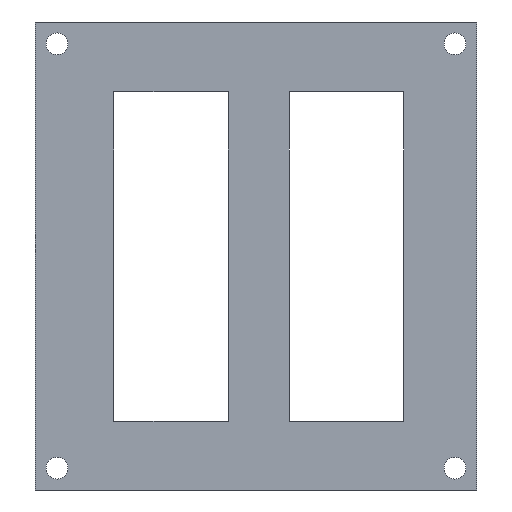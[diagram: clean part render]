
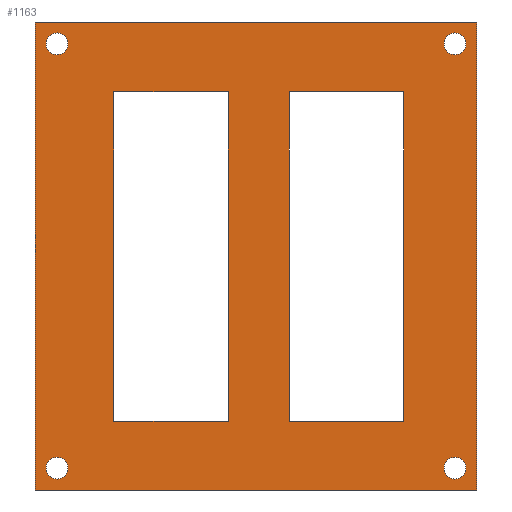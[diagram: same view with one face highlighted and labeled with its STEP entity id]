
A CAD part, front view. The second image highlights one B-rep face of the part: STEP entity #1163.
In plain terms, the highlighted planar face has unit normal (0, -1, 0).
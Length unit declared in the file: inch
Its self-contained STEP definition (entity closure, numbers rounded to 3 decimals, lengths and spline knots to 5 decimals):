
#32=FACE_BOUND('',#214,.T.);
#33=FACE_BOUND('',#215,.T.);
#34=FACE_BOUND('',#216,.T.);
#35=FACE_BOUND('',#217,.T.);
#36=FACE_BOUND('',#218,.T.);
#37=FACE_BOUND('',#219,.T.);
#88=PLANE('',#1285);
#148=FACE_OUTER_BOUND('',#213,.T.);
#213=EDGE_LOOP('',(#1001,#1002,#1003,#1004));
#214=EDGE_LOOP('',(#1005));
#215=EDGE_LOOP('',(#1006));
#216=EDGE_LOOP('',(#1007));
#217=EDGE_LOOP('',(#1008));
#218=EDGE_LOOP('',(#1009,#1010,#1011,#1012));
#219=EDGE_LOOP('',(#1013,#1014,#1015,#1016));
#329=LINE('',#1888,#445);
#332=LINE('',#1893,#448);
#334=LINE('',#1897,#450);
#336=LINE('',#1900,#452);
#337=LINE('',#1904,#453);
#340=LINE('',#1909,#456);
#342=LINE('',#1913,#458);
#344=LINE('',#1916,#460);
#345=LINE('',#1928,#461);
#346=LINE('',#1930,#462);
#347=LINE('',#1932,#463);
#348=LINE('',#1933,#464);
#445=VECTOR('',#1543,0.3937);
#448=VECTOR('',#1548,0.3937);
#450=VECTOR('',#1552,0.3937);
#452=VECTOR('',#1556,0.3937);
#453=VECTOR('',#1559,0.3937);
#456=VECTOR('',#1564,0.3937);
#458=VECTOR('',#1568,0.3937);
#460=VECTOR('',#1572,0.3937);
#461=VECTOR('',#1591,0.3937);
#462=VECTOR('',#1592,0.3937);
#463=VECTOR('',#1593,0.3937);
#464=VECTOR('',#1594,0.3937);
#474=CIRCLE('',#1196,0.09375);
#476=CIRCLE('',#1199,0.09375);
#478=CIRCLE('',#1202,0.09375);
#480=CIRCLE('',#1205,0.09375);
#518=VERTEX_POINT('',#1637);
#520=VERTEX_POINT('',#1643);
#522=VERTEX_POINT('',#1649);
#524=VERTEX_POINT('',#1655);
#605=VERTEX_POINT('',#1886);
#606=VERTEX_POINT('',#1887);
#607=VERTEX_POINT('',#1892);
#608=VERTEX_POINT('',#1896);
#609=VERTEX_POINT('',#1902);
#610=VERTEX_POINT('',#1903);
#611=VERTEX_POINT('',#1908);
#612=VERTEX_POINT('',#1912);
#613=VERTEX_POINT('',#1926);
#614=VERTEX_POINT('',#1927);
#615=VERTEX_POINT('',#1929);
#616=VERTEX_POINT('',#1931);
#623=EDGE_CURVE('',#518,#518,#474,.T.);
#626=EDGE_CURVE('',#520,#520,#476,.T.);
#629=EDGE_CURVE('',#522,#522,#478,.T.);
#632=EDGE_CURVE('',#524,#524,#480,.T.);
#742=EDGE_CURVE('',#605,#606,#329,.T.);
#745=EDGE_CURVE('',#607,#605,#332,.T.);
#747=EDGE_CURVE('',#608,#607,#334,.T.);
#749=EDGE_CURVE('',#606,#608,#336,.T.);
#750=EDGE_CURVE('',#609,#610,#337,.T.);
#753=EDGE_CURVE('',#611,#609,#340,.T.);
#755=EDGE_CURVE('',#612,#611,#342,.T.);
#757=EDGE_CURVE('',#610,#612,#344,.T.);
#762=EDGE_CURVE('',#613,#614,#345,.T.);
#763=EDGE_CURVE('',#615,#613,#346,.T.);
#764=EDGE_CURVE('',#616,#615,#347,.T.);
#765=EDGE_CURVE('',#614,#616,#348,.T.);
#1001=ORIENTED_EDGE('',*,*,#762,.F.);
#1002=ORIENTED_EDGE('',*,*,#763,.F.);
#1003=ORIENTED_EDGE('',*,*,#764,.F.);
#1004=ORIENTED_EDGE('',*,*,#765,.F.);
#1005=ORIENTED_EDGE('',*,*,#623,.T.);
#1006=ORIENTED_EDGE('',*,*,#626,.T.);
#1007=ORIENTED_EDGE('',*,*,#629,.T.);
#1008=ORIENTED_EDGE('',*,*,#632,.T.);
#1009=ORIENTED_EDGE('',*,*,#749,.F.);
#1010=ORIENTED_EDGE('',*,*,#742,.F.);
#1011=ORIENTED_EDGE('',*,*,#745,.F.);
#1012=ORIENTED_EDGE('',*,*,#747,.F.);
#1013=ORIENTED_EDGE('',*,*,#757,.F.);
#1014=ORIENTED_EDGE('',*,*,#750,.F.);
#1015=ORIENTED_EDGE('',*,*,#753,.F.);
#1016=ORIENTED_EDGE('',*,*,#755,.F.);
#1163=ADVANCED_FACE('',(#148,#32,#33,#34,#35,#36,#37),#88,.F.);
#1196=AXIS2_PLACEMENT_3D('',#1639,#1308,#1309);
#1199=AXIS2_PLACEMENT_3D('',#1645,#1315,#1316);
#1202=AXIS2_PLACEMENT_3D('',#1651,#1322,#1323);
#1205=AXIS2_PLACEMENT_3D('',#1657,#1329,#1330);
#1285=AXIS2_PLACEMENT_3D('',#1925,#1589,#1590);
#1308=DIRECTION('center_axis',(0.,1.,0.));
#1309=DIRECTION('ref_axis',(1.,0.,0.));
#1315=DIRECTION('center_axis',(0.,1.,0.));
#1316=DIRECTION('ref_axis',(1.,0.,0.));
#1322=DIRECTION('center_axis',(0.,1.,0.));
#1323=DIRECTION('ref_axis',(1.,0.,0.));
#1329=DIRECTION('center_axis',(0.,1.,0.));
#1330=DIRECTION('ref_axis',(1.,0.,0.));
#1543=DIRECTION('',(-1.,0.,0.));
#1548=DIRECTION('',(0.,0.,1.));
#1552=DIRECTION('',(1.,0.,0.));
#1556=DIRECTION('',(0.,0.,-1.));
#1559=DIRECTION('',(-1.,0.,0.));
#1564=DIRECTION('',(0.,0.,1.));
#1568=DIRECTION('',(1.,0.,0.));
#1572=DIRECTION('',(0.,0.,-1.));
#1589=DIRECTION('center_axis',(0.,1.,0.));
#1590=DIRECTION('ref_axis',(0.,0.,1.));
#1591=DIRECTION('',(0.,0.,-1.));
#1592=DIRECTION('',(1.,0.,0.));
#1593=DIRECTION('',(0.,0.,1.));
#1594=DIRECTION('',(-1.,0.,0.));
#1637=CARTESIAN_POINT('',(0.15625,0.,-3.39));
#1639=CARTESIAN_POINT('Origin',(0.25,0.,-3.39));
#1643=CARTESIAN_POINT('',(-3.2575,0.,0.25));
#1645=CARTESIAN_POINT('Origin',(-3.16375,0.,0.25));
#1649=CARTESIAN_POINT('',(0.15625,0.,0.25));
#1651=CARTESIAN_POINT('Origin',(0.25,0.,0.25));
#1655=CARTESIAN_POINT('',(-3.2575,0.,-3.39));
#1657=CARTESIAN_POINT('Origin',(-3.16375,0.,-3.39));
#1886=CARTESIAN_POINT('',(-1.69291,0.,-0.16217));
#1887=CARTESIAN_POINT('',(-2.67734,0.,-0.16217));
#1888=CARTESIAN_POINT('',(-1.69291,0.,-0.16217));
#1892=CARTESIAN_POINT('',(-1.69291,0.,-2.98965));
#1893=CARTESIAN_POINT('',(-1.69291,0.,-2.98965));
#1896=CARTESIAN_POINT('',(-2.67734,0.,-2.98965));
#1897=CARTESIAN_POINT('',(-2.67734,0.,-2.98965));
#1900=CARTESIAN_POINT('',(-2.67734,0.,-0.16217));
#1902=CARTESIAN_POINT('',(-0.18916,0.,-0.16217));
#1903=CARTESIAN_POINT('',(-1.17359,0.,-0.16217));
#1904=CARTESIAN_POINT('',(-0.18916,0.,-0.16217));
#1908=CARTESIAN_POINT('',(-0.18916,0.,-2.98965));
#1909=CARTESIAN_POINT('',(-0.18916,0.,-2.98965));
#1912=CARTESIAN_POINT('',(-1.17359,0.,-2.98965));
#1913=CARTESIAN_POINT('',(-1.17359,0.,-2.98965));
#1916=CARTESIAN_POINT('',(-1.17359,0.,-0.16217));
#1925=CARTESIAN_POINT('Origin',(-1.45687,0.,-1.57));
#1926=CARTESIAN_POINT('',(0.4375,0.,0.4375));
#1927=CARTESIAN_POINT('',(0.4375,0.,-3.5775));
#1928=CARTESIAN_POINT('',(0.4375,0.,0.4375));
#1929=CARTESIAN_POINT('',(-3.35125,0.,0.4375));
#1930=CARTESIAN_POINT('',(-3.35125,0.,0.4375));
#1931=CARTESIAN_POINT('',(-3.35125,0.,-3.5775));
#1932=CARTESIAN_POINT('',(-3.35125,0.,-3.5775));
#1933=CARTESIAN_POINT('',(0.4375,0.,-3.5775));
